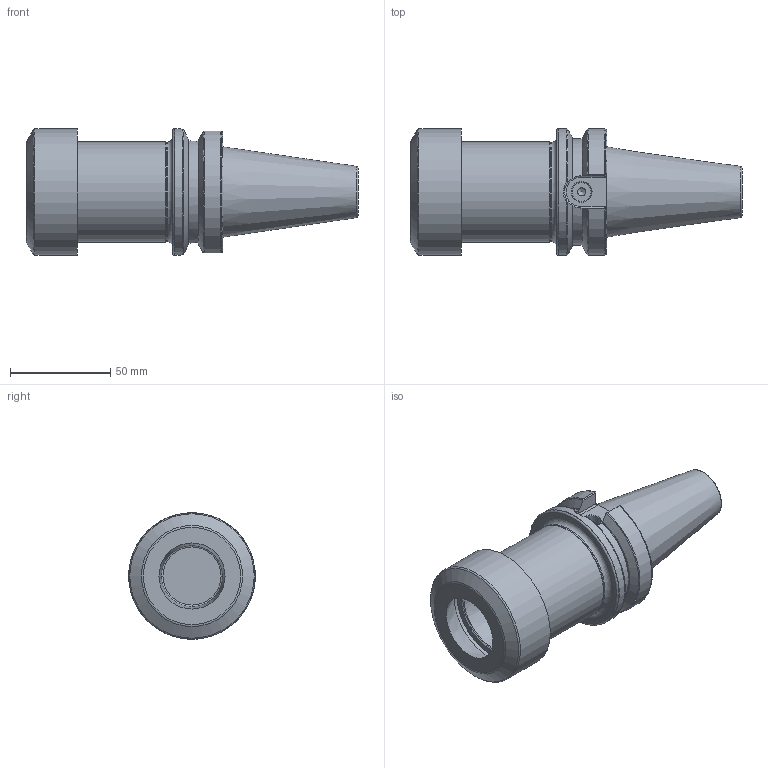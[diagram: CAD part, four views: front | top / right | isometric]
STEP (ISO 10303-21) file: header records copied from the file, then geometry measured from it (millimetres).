
FILE_DESCRIPTION(/* description */ (''),/* implementation_level */ '2;1');
FILE_NAME(/* name */ 'ABT40-ER-40-100.stp',/* time_stamp */ '2024-11-20T15:05:48+03:00',/* author */ (''),/* organization */ (''),/* preprocessor_version */ 'ST-DEVELOPER v19.4',/* originating_system */ 'SIEMENS PLM Software NX2306.9102',/* authorisation */ '');
FILE_SCHEMA (('AUTOMOTIVE_DESIGN { 1 0 10303 214 3 1 1 1 }'));
Length unit declared in the file: millimetre
Products named in the file (1): ABT40-ER-40-100-LIGHT
Bounding box: 165.4 x 63 x 63 mm (x, y, z)
Volume: 245973.8 mm3; surface area: 40114.1 mm2
Topology: 1 solids, 1 shells, 90 faces, 223 edges, 141 vertices
Faces by surface type: plane 26, cylinder 23, torus 20, cone 19, bspline 2
Full cylindrical faces by diameter (mm): 4 x1, 10 x1, 30.5 x1, 48.1 x1, 48.5 x1, 49.8 x1, 50 x1, 63 x2
Entity records: 2840 total; most frequent: CARTESIAN_POINT 900, DIRECTION 388, ORIENTED_EDGE 368, EDGE_CURVE 184, AXIS2_PLACEMENT_3D 167, VERTEX_POINT 133, EDGE_LOOP 126, ADVANCED_FACE 90
